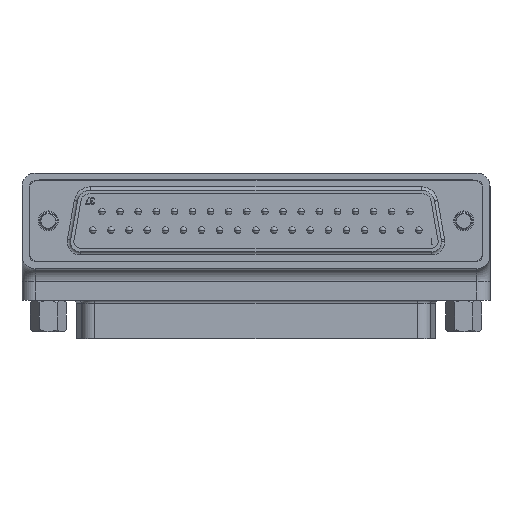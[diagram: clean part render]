
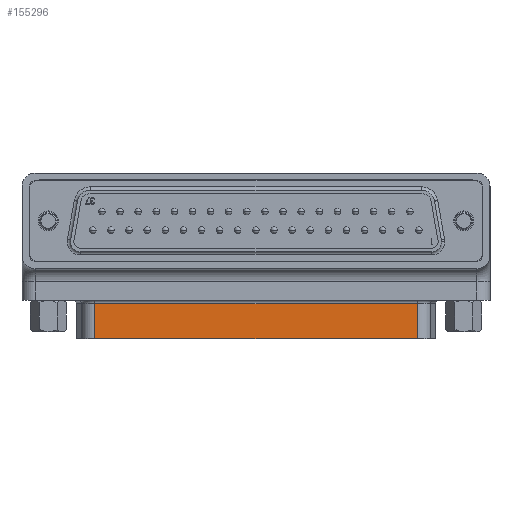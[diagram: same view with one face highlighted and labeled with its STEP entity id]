
A CAD part, top view. The second image highlights one B-rep face of the part: STEP entity #155296.
In plain terms, the highlighted face is planar.
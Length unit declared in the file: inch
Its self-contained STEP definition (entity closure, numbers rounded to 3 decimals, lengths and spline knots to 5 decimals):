
#58976 = ORIENTED_EDGE ( 'NONE', *, *, #154984, .F. ) ;
#86159 = CARTESIAN_POINT ( 'NONE',  ( 0.97045, -0.1555, 0.2515 ) ) ;
#86223 = CARTESIAN_POINT ( 'NONE',  ( -0.97045, -0.1555, 0.2515 ) ) ;
#86247 = DIRECTION ( 'NONE',  ( 1., 0., 0. ) ) ;
#86248 = VECTOR ( 'NONE', #86247, 39.37008 ) ;
#86249 = CARTESIAN_POINT ( 'NONE',  ( 0.97045, -0.1555, 0.2515 ) ) ;
#86250 = LINE ( 'NONE', #86249, #86248 ) ;
#86450 = CARTESIAN_POINT ( 'NONE',  ( -0.97045, -0.1555, 0.0395 ) ) ;
#86565 = PLANE ( 'NONE',  #86637 ) ;
#86566 = DIRECTION ( 'NONE',  ( 0., 0., -1. ) ) ;
#86567 = VECTOR ( 'NONE', #86566, 39.37008 ) ;
#86568 = CARTESIAN_POINT ( 'NONE',  ( -0.97045, -0.1555, 0.2515 ) ) ;
#86569 = FACE_OUTER_BOUND ( 'NONE', #155285, .T. ) ;
#86572 = LINE ( 'NONE', #86568, #86567 ) ;
#86573 = CARTESIAN_POINT ( 'NONE',  ( 0.97045, -0.1555, 0.0395 ) ) ;
#86574 = LINE ( 'NONE', #86573, #86639 ) ;
#86576 = CARTESIAN_POINT ( 'NONE',  ( 0.97045, -0.1555, 0.0395 ) ) ;
#86588 = CARTESIAN_POINT ( 'NONE',  ( 0.97045, -0.1555, 0.2515 ) ) ;
#86625 = DIRECTION ( 'NONE',  ( 0., 0., -1. ) ) ;
#86626 = VECTOR ( 'NONE', #86625, 39.37008 ) ;
#86629 = DIRECTION ( 'NONE',  ( 0., 0., 1. ) ) ;
#86630 = DIRECTION ( 'NONE',  ( 0., 1., 0. ) ) ;
#86632 = CARTESIAN_POINT ( 'NONE',  ( 0.97045, -0.1555, 0.2515 ) ) ;
#86633 = LINE ( 'NONE', #86632, #86626 ) ;
#86637 = AXIS2_PLACEMENT_3D ( 'NONE', #86588, #86630, #86629 ) ;
#86638 = DIRECTION ( 'NONE',  ( 1., 0., 0. ) ) ;
#86639 = VECTOR ( 'NONE', #86638, 39.37008 ) ;
#154983 = VERTEX_POINT ( 'NONE', #86159 ) ;
#154984 = EDGE_CURVE ( 'NONE', #155016, #154983, #86250, .T. ) ;
#155016 = VERTEX_POINT ( 'NONE', #86223 ) ;
#155147 = VERTEX_POINT ( 'NONE', #86450 ) ;
#155151 = ORIENTED_EDGE ( 'NONE', *, *, #155281, .T. ) ;
#155281 = EDGE_CURVE ( 'NONE', #155016, #155147, #86572, .T. ) ;
#155282 = VERTEX_POINT ( 'NONE', #86576 ) ;
#155285 = EDGE_LOOP ( 'NONE', ( #155151, #155294, #155287, #58976 ) ) ;
#155287 = ORIENTED_EDGE ( 'NONE', *, *, #155297, .F. ) ;
#155291 = EDGE_CURVE ( 'NONE', #155147, #155282, #86574, .T. ) ;
#155294 = ORIENTED_EDGE ( 'NONE', *, *, #155291, .T. ) ;
#155296 = ADVANCED_FACE ( 'NONE', ( #86569 ), #86565, .F. ) ;
#155297 = EDGE_CURVE ( 'NONE', #154983, #155282, #86633, .T. ) ;
